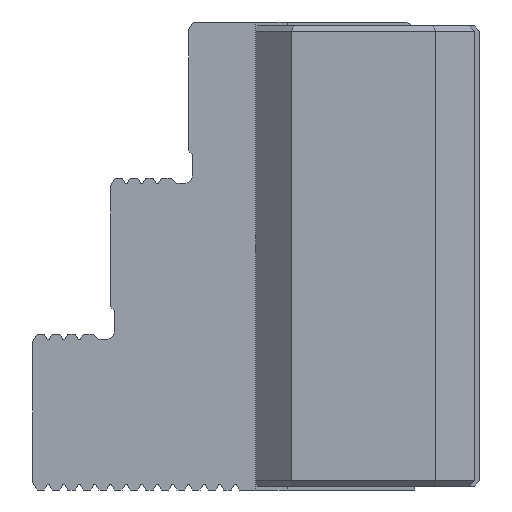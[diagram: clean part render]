
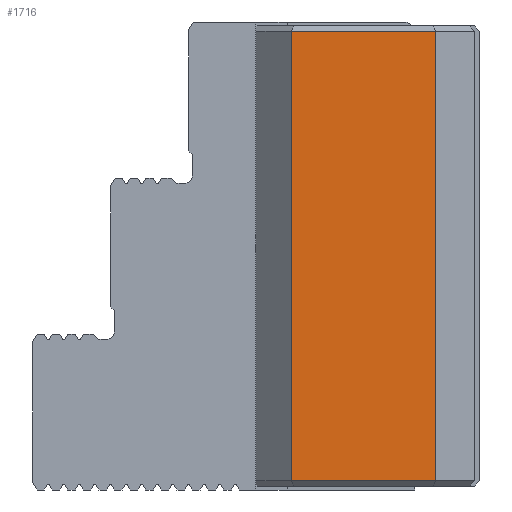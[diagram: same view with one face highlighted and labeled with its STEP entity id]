
A CAD part, left-side view. The second image highlights one B-rep face of the part: STEP entity #1716.
In plain terms, the highlighted planar face has unit normal (-1, 0, 0).
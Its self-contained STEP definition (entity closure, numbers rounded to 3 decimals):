
#1251=CARTESIAN_POINT('',(-67.341,-10.268,1.2));
#1252=VERTEX_POINT('',#1251);
#1259=CARTESIAN_POINT('',(-67.341,-10.268,58.8));
#1260=VERTEX_POINT('',#1259);
#1261=CARTESIAN_POINT('',(-67.341,-10.268,58.8));
#1262=DIRECTION('',(0.0,0.0,-1.0));
#1263=VECTOR('',#1262,57.6);
#1264=LINE('',#1261,#1263);
#1265=EDGE_CURVE('',#1260,#1252,#1264,.T.);
#1399=CARTESIAN_POINT('',(-67.341,-28.768,58.8));
#1400=VERTEX_POINT('',#1399);
#1436=CARTESIAN_POINT('',(-67.341,-10.268,58.8));
#1437=DIRECTION('',(0.0,-1.0,0.0));
#1438=VECTOR('',#1437,18.5);
#1439=LINE('',#1436,#1438);
#1440=EDGE_CURVE('',#1260,#1400,#1439,.T.);
#1636=CARTESIAN_POINT('',(-67.341,-28.768,1.2));
#1637=VERTEX_POINT('',#1636);
#1644=CARTESIAN_POINT('',(-67.341,-28.768,1.2));
#1645=DIRECTION('',(0.0,1.0,0.0));
#1646=VECTOR('',#1645,18.5);
#1647=LINE('',#1644,#1646);
#1648=EDGE_CURVE('',#1637,#1252,#1647,.T.);
#1700=CARTESIAN_POINT('',(-67.341,-10.268,59.5));
#1701=DIRECTION('',(-1.0,0.0,0.0));
#1702=DIRECTION('',(0.0,0.0,-1.0));
#1703=AXIS2_PLACEMENT_3D('',#1700,#1701,#1702);
#1704=PLANE('',#1703);
#1705=ORIENTED_EDGE('',*,*,#1440,.F.);
#1706=ORIENTED_EDGE('',*,*,#1265,.T.);
#1707=ORIENTED_EDGE('',*,*,#1648,.F.);
#1708=CARTESIAN_POINT('',(-67.341,-28.768,58.8));
#1709=DIRECTION('',(0.0,0.0,-1.0));
#1710=VECTOR('',#1709,57.6);
#1711=LINE('',#1708,#1710);
#1712=EDGE_CURVE('',#1400,#1637,#1711,.T.);
#1713=ORIENTED_EDGE('',*,*,#1712,.F.);
#1714=EDGE_LOOP('',(#1705,#1706,#1707,#1713));
#1715=FACE_OUTER_BOUND('',#1714,.T.);
#1716=ADVANCED_FACE('',(#1715),#1704,.T.);
